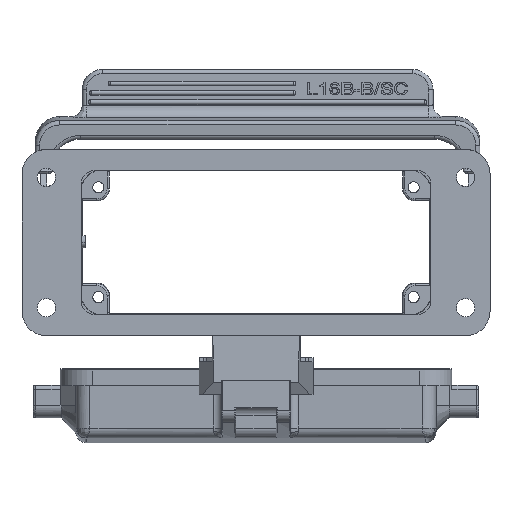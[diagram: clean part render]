
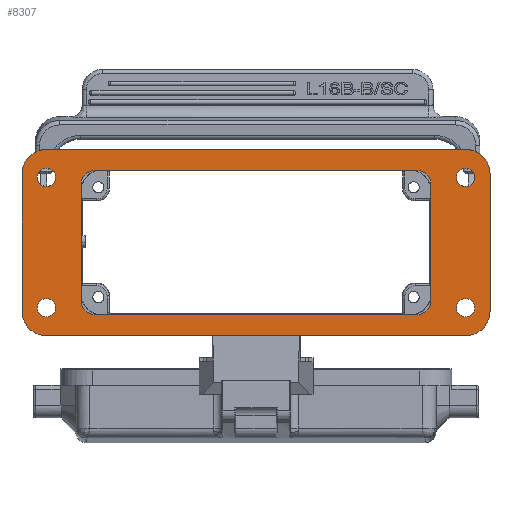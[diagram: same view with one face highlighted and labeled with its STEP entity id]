
A CAD part, front view. The second image highlights one B-rep face of the part: STEP entity #8307.
In plain terms, the highlighted planar face has unit normal (0, -1, -0.009).
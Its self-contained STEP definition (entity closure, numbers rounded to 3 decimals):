
#837=FACE_BOUND('',#11662,.T.);
#838=FACE_BOUND('',#11663,.T.);
#839=FACE_BOUND('',#11664,.T.);
#840=FACE_BOUND('',#11665,.T.);
#841=FACE_BOUND('',#11666,.T.);
#842=FACE_BOUND('',#11667,.T.);
#7104=CIRCLE('',#29900,2.25);
#7105=CIRCLE('',#29902,2.25);
#7108=CIRCLE('',#29906,2.25);
#7109=CIRCLE('',#29908,2.25);
#7277=CIRCLE('',#30283,3.5);
#7278=CIRCLE('',#30286,3.5);
#7279=CIRCLE('',#30289,3.5);
#7280=CIRCLE('',#30292,3.5);
#7283=CIRCLE('',#30300,2.25);
#7284=CIRCLE('',#30302,2.25);
#7286=CIRCLE('',#30305,2.25);
#7287=CIRCLE('',#30307,2.25);
#7290=CIRCLE('',#30312,6.);
#7292=CIRCLE('',#30316,6.);
#7294=CIRCLE('',#30320,6.);
#7295=CIRCLE('',#30323,6.);
#8307=ADVANCED_FACE('',(#837,#838,#839,#840,#841,#842),#9381,.F.);
#9381=PLANE('',#30324);
#11662=EDGE_LOOP('',(#15518,#15519));
#11663=EDGE_LOOP('',(#15520,#15521));
#11664=EDGE_LOOP('',(#15522,#15523,#15524,#15525,#15526,#15527,#15528,#15529));
#11665=EDGE_LOOP('',(#15530,#15531));
#11666=EDGE_LOOP('',(#15532,#15533));
#11667=EDGE_LOOP('',(#15534,#15535,#15536,#15537,#15538,#15539,#15540,#15541));
#15518=ORIENTED_EDGE('',*,*,#23317,.F.);
#15519=ORIENTED_EDGE('',*,*,#23318,.F.);
#15520=ORIENTED_EDGE('',*,*,#23323,.F.);
#15521=ORIENTED_EDGE('',*,*,#23324,.F.);
#15522=ORIENTED_EDGE('',*,*,#23919,.F.);
#15523=ORIENTED_EDGE('',*,*,#23917,.F.);
#15524=ORIENTED_EDGE('',*,*,#23915,.F.);
#15525=ORIENTED_EDGE('',*,*,#23913,.F.);
#15526=ORIENTED_EDGE('',*,*,#23911,.F.);
#15527=ORIENTED_EDGE('',*,*,#23909,.F.);
#15528=ORIENTED_EDGE('',*,*,#23907,.F.);
#15529=ORIENTED_EDGE('',*,*,#23920,.F.);
#15530=ORIENTED_EDGE('',*,*,#23941,.F.);
#15531=ORIENTED_EDGE('',*,*,#23942,.F.);
#15532=ORIENTED_EDGE('',*,*,#23946,.F.);
#15533=ORIENTED_EDGE('',*,*,#23947,.F.);
#15534=ORIENTED_EDGE('',*,*,#23952,.F.);
#15535=ORIENTED_EDGE('',*,*,#23955,.F.);
#15536=ORIENTED_EDGE('',*,*,#23958,.F.);
#15537=ORIENTED_EDGE('',*,*,#23961,.F.);
#15538=ORIENTED_EDGE('',*,*,#23964,.F.);
#15539=ORIENTED_EDGE('',*,*,#23967,.F.);
#15540=ORIENTED_EDGE('',*,*,#23970,.F.);
#15541=ORIENTED_EDGE('',*,*,#23971,.F.);
#20585=VERTEX_POINT('',#45584);
#20588=VERTEX_POINT('',#45589);
#20589=VERTEX_POINT('',#45596);
#20592=VERTEX_POINT('',#45601);
#20962=VERTEX_POINT('',#47345);
#20963=VERTEX_POINT('',#47347);
#20964=VERTEX_POINT('',#47351);
#20965=VERTEX_POINT('',#47355);
#20966=VERTEX_POINT('',#47359);
#20967=VERTEX_POINT('',#47363);
#20968=VERTEX_POINT('',#47367);
#20969=VERTEX_POINT('',#47371);
#20984=VERTEX_POINT('',#47533);
#20985=VERTEX_POINT('',#47535);
#20986=VERTEX_POINT('',#47541);
#20989=VERTEX_POINT('',#47546);
#20990=VERTEX_POINT('',#47553);
#20993=VERTEX_POINT('',#47558);
#20995=VERTEX_POINT('',#47564);
#20997=VERTEX_POINT('',#47570);
#20999=VERTEX_POINT('',#47576);
#21001=VERTEX_POINT('',#47582);
#21003=VERTEX_POINT('',#47588);
#21005=VERTEX_POINT('',#47594);
#23317=EDGE_CURVE('',#20588,#20585,#7104,.T.);
#23318=EDGE_CURVE('',#20585,#20588,#7105,.T.);
#23323=EDGE_CURVE('',#20592,#20589,#7108,.T.);
#23324=EDGE_CURVE('',#20589,#20592,#7109,.T.);
#23907=EDGE_CURVE('',#20963,#20962,#26903,.T.);
#23909=EDGE_CURVE('',#20962,#20964,#7277,.T.);
#23911=EDGE_CURVE('',#20964,#20965,#26906,.T.);
#23913=EDGE_CURVE('',#20965,#20966,#7278,.T.);
#23915=EDGE_CURVE('',#20966,#20967,#26909,.T.);
#23917=EDGE_CURVE('',#20967,#20968,#7279,.T.);
#23919=EDGE_CURVE('',#20968,#20969,#26912,.T.);
#23920=EDGE_CURVE('',#20969,#20963,#7280,.T.);
#23941=EDGE_CURVE('',#20985,#20984,#7283,.T.);
#23942=EDGE_CURVE('',#20984,#20985,#7284,.T.);
#23946=EDGE_CURVE('',#20989,#20986,#7286,.T.);
#23947=EDGE_CURVE('',#20986,#20989,#7287,.T.);
#23952=EDGE_CURVE('',#20993,#20990,#26921,.T.);
#23955=EDGE_CURVE('',#20995,#20993,#7290,.T.);
#23958=EDGE_CURVE('',#20997,#20995,#26925,.T.);
#23961=EDGE_CURVE('',#20999,#20997,#7292,.T.);
#23964=EDGE_CURVE('',#21001,#20999,#26929,.T.);
#23967=EDGE_CURVE('',#21003,#21001,#7294,.T.);
#23970=EDGE_CURVE('',#21005,#21003,#26933,.T.);
#23971=EDGE_CURVE('',#20990,#21005,#7295,.T.);
#26903=LINE('',#47348,#28480);
#26906=LINE('',#47356,#28483);
#26909=LINE('',#47364,#28486);
#26912=LINE('',#47372,#28489);
#26921=LINE('',#47559,#28498);
#26925=LINE('',#47571,#28502);
#26929=LINE('',#47583,#28506);
#26933=LINE('',#47595,#28510);
#28480=VECTOR('',#34054,1.);
#28483=VECTOR('',#34063,1.);
#28486=VECTOR('',#34072,1.);
#28489=VECTOR('',#34081,1.);
#28498=VECTOR('',#34128,1.);
#28502=VECTOR('',#34140,1.);
#28506=VECTOR('',#34152,1.);
#28510=VECTOR('',#34164,1.);
#29900=AXIS2_PLACEMENT_3D('',#45590,#32993,#32994);
#29902=AXIS2_PLACEMENT_3D('',#45592,#32997,#32998);
#29906=AXIS2_PLACEMENT_3D('',#45602,#33007,#33008);
#29908=AXIS2_PLACEMENT_3D('',#45604,#33011,#33012);
#30283=AXIS2_PLACEMENT_3D('',#47352,#34058,#34059);
#30286=AXIS2_PLACEMENT_3D('',#47360,#34067,#34068);
#30289=AXIS2_PLACEMENT_3D('',#47368,#34076,#34077);
#30292=AXIS2_PLACEMENT_3D('',#47374,#34084,#34085);
#30300=AXIS2_PLACEMENT_3D('',#47536,#34103,#34104);
#30302=AXIS2_PLACEMENT_3D('',#47538,#34107,#34108);
#30305=AXIS2_PLACEMENT_3D('',#47547,#34115,#34116);
#30307=AXIS2_PLACEMENT_3D('',#47549,#34119,#34120);
#30312=AXIS2_PLACEMENT_3D('',#47565,#34134,#34135);
#30316=AXIS2_PLACEMENT_3D('',#47577,#34146,#34147);
#30320=AXIS2_PLACEMENT_3D('',#47589,#34158,#34159);
#30323=AXIS2_PLACEMENT_3D('',#47597,#34167,#34168);
#30324=AXIS2_PLACEMENT_3D('',#47598,#34169,#34170);
#32993=DIRECTION('',(0.,-1.,-0.009));
#32994=DIRECTION('',(1.,0.,0.));
#32997=DIRECTION('',(0.,-1.,-0.009));
#32998=DIRECTION('',(-1.,0.,0.));
#33007=DIRECTION('',(0.,-1.,-0.009));
#33008=DIRECTION('',(1.,0.,0.));
#33011=DIRECTION('',(0.,-1.,-0.009));
#33012=DIRECTION('',(-1.,0.,0.));
#34054=DIRECTION('',(1.,0.,0.));
#34058=DIRECTION('',(0.,-1.,-0.009));
#34059=DIRECTION('',(0.,0.009,-1.));
#34063=DIRECTION('',(0.,-0.009,1.));
#34067=DIRECTION('',(0.,-1.,-0.009));
#34068=DIRECTION('',(1.,0.,0.));
#34072=DIRECTION('',(-1.,0.,0.));
#34076=DIRECTION('',(0.,-1.,-0.009));
#34077=DIRECTION('',(0.,-0.009,1.));
#34081=DIRECTION('',(0.,0.009,-1.));
#34084=DIRECTION('',(0.,-1.,-0.009));
#34085=DIRECTION('',(-1.,0.,0.));
#34103=DIRECTION('',(0.,-1.,-0.009));
#34104=DIRECTION('',(1.,0.,0.));
#34107=DIRECTION('',(0.,-1.,-0.009));
#34108=DIRECTION('',(-1.,0.,0.));
#34115=DIRECTION('',(0.,-1.,-0.009));
#34116=DIRECTION('',(1.,0.,0.));
#34119=DIRECTION('',(0.,-1.,-0.009));
#34120=DIRECTION('',(-1.,0.,0.));
#34128=DIRECTION('',(-1.,0.,0.));
#34134=DIRECTION('',(0.,1.,0.009));
#34135=DIRECTION('',(1.,0.,0.));
#34140=DIRECTION('',(0.,0.009,-1.));
#34146=DIRECTION('',(0.,1.,0.009));
#34147=DIRECTION('',(0.,-0.009,1.));
#34152=DIRECTION('',(1.,0.,0.));
#34158=DIRECTION('',(0.,1.,0.009));
#34159=DIRECTION('',(-1.,0.,0.));
#34164=DIRECTION('',(0.,-0.009,1.));
#34167=DIRECTION('',(0.,1.,0.009));
#34168=DIRECTION('',(0.,0.009,-1.));
#34169=DIRECTION('',(0.,1.,0.009));
#34170=DIRECTION('',(1.,0.,0.));
#45584=CARTESIAN_POINT('',(3.75,101.135,-40.365));
#45589=CARTESIAN_POINT('',(8.25,101.135,-40.365));
#45590=CARTESIAN_POINT('',(6.,101.135,-40.365));
#45592=CARTESIAN_POINT('',(6.,101.135,-40.365));
#45596=CARTESIAN_POINT('',(106.75,100.856,-8.366));
#45601=CARTESIAN_POINT('',(111.25,100.856,-8.366));
#45602=CARTESIAN_POINT('',(109.,100.856,-8.366));
#45604=CARTESIAN_POINT('',(109.,100.856,-8.366));
#47345=CARTESIAN_POINT('',(97.,101.15,-42.115));
#47347=CARTESIAN_POINT('',(18.,101.15,-42.115));
#47348=CARTESIAN_POINT('',(18.,101.15,-42.115));
#47351=CARTESIAN_POINT('',(100.5,101.12,-38.615));
#47352=CARTESIAN_POINT('',(97.,101.12,-38.615));
#47355=CARTESIAN_POINT('',(100.5,100.871,-10.116));
#47356=CARTESIAN_POINT('',(100.5,101.12,-38.615));
#47359=CARTESIAN_POINT('',(97.,100.84,-6.616));
#47360=CARTESIAN_POINT('',(97.,100.871,-10.116));
#47363=CARTESIAN_POINT('',(18.,100.84,-6.616));
#47364=CARTESIAN_POINT('',(97.,100.84,-6.616));
#47367=CARTESIAN_POINT('',(14.5,100.871,-10.116));
#47368=CARTESIAN_POINT('',(18.,100.871,-10.116));
#47371=CARTESIAN_POINT('',(14.5,101.12,-38.615));
#47372=CARTESIAN_POINT('',(14.5,100.871,-10.116));
#47374=CARTESIAN_POINT('',(18.,101.12,-38.615));
#47533=CARTESIAN_POINT('',(106.75,101.135,-40.365));
#47535=CARTESIAN_POINT('',(111.25,101.135,-40.365));
#47536=CARTESIAN_POINT('',(109.,101.135,-40.365));
#47538=CARTESIAN_POINT('',(109.,101.135,-40.365));
#47541=CARTESIAN_POINT('',(3.75,100.856,-8.366));
#47546=CARTESIAN_POINT('',(8.25,100.856,-8.366));
#47547=CARTESIAN_POINT('',(6.,100.856,-8.366));
#47549=CARTESIAN_POINT('',(6.,100.856,-8.366));
#47553=CARTESIAN_POINT('',(6.,101.195,-47.265));
#47558=CARTESIAN_POINT('',(109.,101.195,-47.265));
#47559=CARTESIAN_POINT('',(109.,101.195,-47.265));
#47564=CARTESIAN_POINT('',(115.,101.143,-41.265));
#47565=CARTESIAN_POINT('',(109.,101.143,-41.265));
#47570=CARTESIAN_POINT('',(115.,100.848,-7.466));
#47571=CARTESIAN_POINT('',(115.,100.848,-7.466));
#47576=CARTESIAN_POINT('',(109.,100.795,-1.466));
#47577=CARTESIAN_POINT('',(109.,100.848,-7.466));
#47582=CARTESIAN_POINT('',(6.,100.795,-1.466));
#47583=CARTESIAN_POINT('',(6.,100.795,-1.466));
#47588=CARTESIAN_POINT('',(0.,100.848,-7.466));
#47589=CARTESIAN_POINT('',(6.,100.848,-7.466));
#47594=CARTESIAN_POINT('',(0.,101.143,-41.265));
#47595=CARTESIAN_POINT('',(0.,101.143,-41.265));
#47597=CARTESIAN_POINT('',(6.,101.143,-41.265));
#47598=CARTESIAN_POINT('',(57.5,100.995,-24.366));
